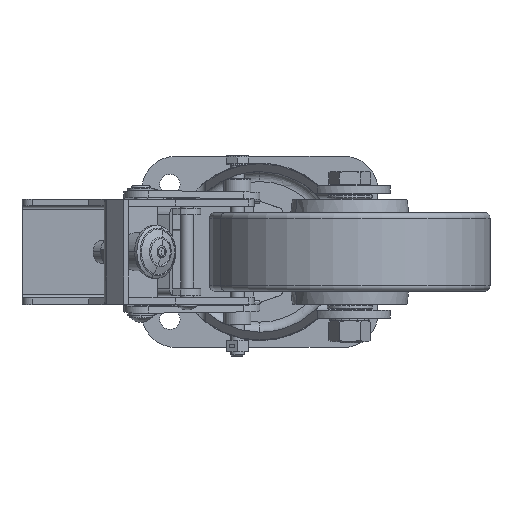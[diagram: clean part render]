
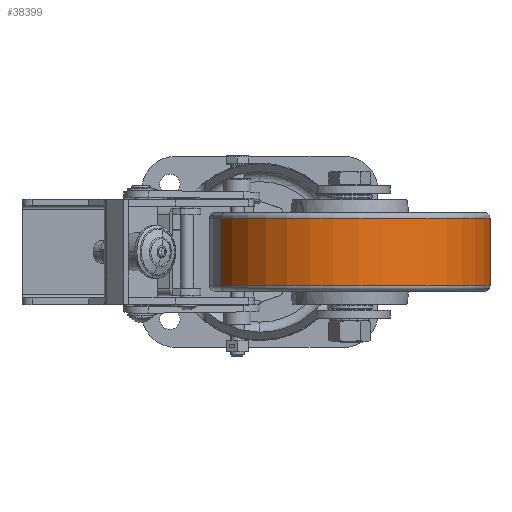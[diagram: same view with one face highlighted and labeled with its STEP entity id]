
A CAD part, front view. The second image highlights one B-rep face of the part: STEP entity #38399.
In plain terms, the highlighted cylindrical face has radius 62.5 mm (diameter 125 mm), a partial arc.
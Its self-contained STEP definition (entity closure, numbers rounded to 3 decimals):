
#681 = VECTOR ( 'NONE', #19936, 1000. ) ;
#2811 = CARTESIAN_POINT ( 'NONE',  ( 40., -96.5, 15. ) ) ;
#3128 = CARTESIAN_POINT ( 'NONE',  ( 97.378, -71.721, 15. ) ) ;
#5773 = CYLINDRICAL_SURFACE ( 'NONE', #32359, 62.5 ) ;
#6491 = EDGE_CURVE ( 'NONE', #42401, #22265, #21186, .T. ) ;
#6522 = AXIS2_PLACEMENT_3D ( 'NONE', #2811, #34586, #20181 ) ;
#7216 = CIRCLE ( 'NONE', #6522, 62.5 ) ;
#7378 = DIRECTION ( 'NONE',  ( 0., 0., 1. ) ) ;
#8307 = DIRECTION ( 'NONE',  ( 0.918, 0.396, 0. ) ) ;
#9999 = VECTOR ( 'NONE', #41774, 1000. ) ;
#10980 = CARTESIAN_POINT ( 'NONE',  ( 97.378, -71.721, -15. ) ) ;
#11150 = DIRECTION ( 'NONE',  ( -0.918, -0.396, 0. ) ) ;
#12707 = ORIENTED_EDGE ( 'NONE', *, *, #22092, .T. ) ;
#12961 = ORIENTED_EDGE ( 'NONE', *, *, #18027, .F. ) ;
#16112 = VERTEX_POINT ( 'NONE', #34865 ) ;
#18027 = EDGE_CURVE ( 'NONE', #43918, #16112, #38834, .T. ) ;
#19488 = CIRCLE ( 'NONE', #40745, 62.5 ) ;
#19936 = DIRECTION ( 'NONE',  ( 0., 0., 1. ) ) ;
#20006 = ORIENTED_EDGE ( 'NONE', *, *, #39509, .T. ) ;
#20181 = DIRECTION ( 'NONE',  ( 0.918, 0.396, 0. ) ) ;
#21186 = LINE ( 'NONE', #41202, #681 ) ;
#22092 = EDGE_CURVE ( 'NONE', #22265, #16112, #7216, .T. ) ;
#22265 = VERTEX_POINT ( 'NONE', #3128 ) ;
#22786 = ORIENTED_EDGE ( 'NONE', *, *, #6491, .T. ) ;
#23606 = CARTESIAN_POINT ( 'NONE',  ( -17.378, -121.279, 0. ) ) ;
#28979 = DIRECTION ( 'NONE',  ( 0., 0., 1. ) ) ;
#32288 = EDGE_LOOP ( 'NONE', ( #12961, #20006, #22786, #12707 ) ) ;
#32359 = AXIS2_PLACEMENT_3D ( 'NONE', #33263, #7378, #8307 ) ;
#33263 = CARTESIAN_POINT ( 'NONE',  ( 40., -96.5, 0. ) ) ;
#33646 = CARTESIAN_POINT ( 'NONE',  ( -17.378, -121.279, -15. ) ) ;
#34586 = DIRECTION ( 'NONE',  ( 0., 0., -1. ) ) ;
#34865 = CARTESIAN_POINT ( 'NONE',  ( -17.378, -121.279, 15. ) ) ;
#36265 = CARTESIAN_POINT ( 'NONE',  ( 40., -96.5, -15. ) ) ;
#38399 = ADVANCED_FACE ( 'NONE', ( #45771 ), #5773, .T. ) ;
#38834 = LINE ( 'NONE', #23606, #9999 ) ;
#39509 = EDGE_CURVE ( 'NONE', #43918, #42401, #19488, .T. ) ;
#40745 = AXIS2_PLACEMENT_3D ( 'NONE', #36265, #28979, #11150 ) ;
#41202 = CARTESIAN_POINT ( 'NONE',  ( 97.378, -71.721, 0. ) ) ;
#41774 = DIRECTION ( 'NONE',  ( 0., 0., 1. ) ) ;
#42401 = VERTEX_POINT ( 'NONE', #10980 ) ;
#43918 = VERTEX_POINT ( 'NONE', #33646 ) ;
#45771 = FACE_OUTER_BOUND ( 'NONE', #32288, .T. ) ;
